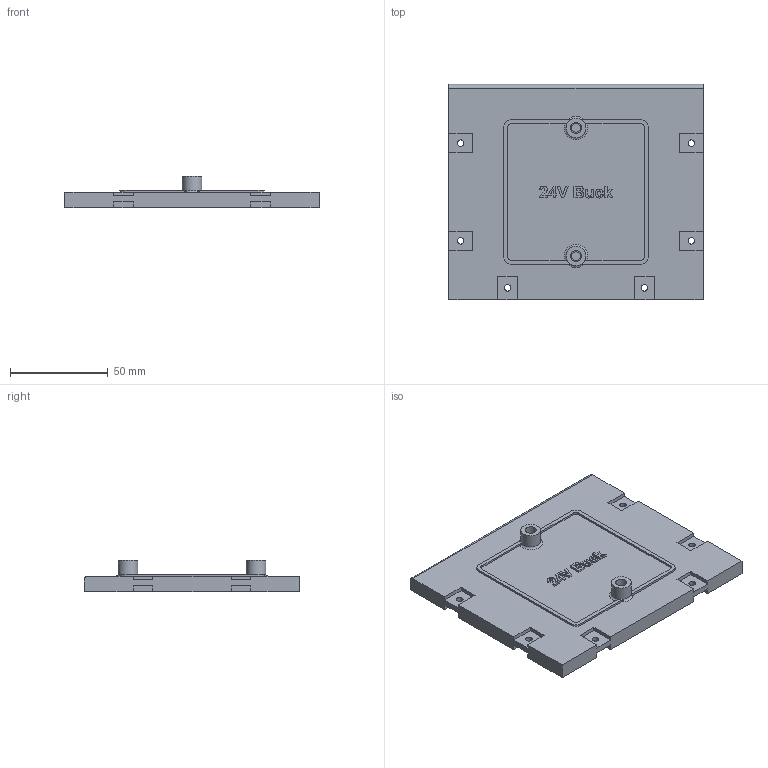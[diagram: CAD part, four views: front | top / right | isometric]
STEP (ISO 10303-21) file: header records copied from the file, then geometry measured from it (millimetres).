
FILE_DESCRIPTION(/* description */ (''),/* implementation_level */ '2;1');
FILE_NAME(/* name */ '24V Buck Mount.step',/* time_stamp */ '2026-01-14T14:19:06-05:00',/* author */ (''),/* organization */ (''),/* preprocessor_version */ 'ST-DEVELOPER v20.1',/* originating_system */ 'Autodesk Translation Framework v14.21.0.0',/* authorisation */ '');
FILE_SCHEMA (('AUTOMOTIVE_DESIGN { 1 0 10303 214 3 1 1 }'));
Length unit declared in the file: millimetre
Products named in the file (1): 2026-01-10-18-35-02-172
Bounding box: 130 x 110 x 16 mm (x, y, z)
Volume: 112066.6 mm3; surface area: 34589.3 mm2
Topology: 1 solids, 1 shells, 234 faces, 643 edges, 426 vertices
Faces by surface type: plane 141, bspline 68, cylinder 21, torus 4
Full cylindrical faces by diameter (mm): 3.3 x6, 4.4 x2, 5.7 x2, 10 x2
Entity records: 8118 total; most frequent: CARTESIAN_POINT 2540, ORIENTED_EDGE 1286, DIRECTION 887, EDGE_CURVE 643, LINE 445, VECTOR 445, VERTEX_POINT 426, EDGE_LOOP 261
